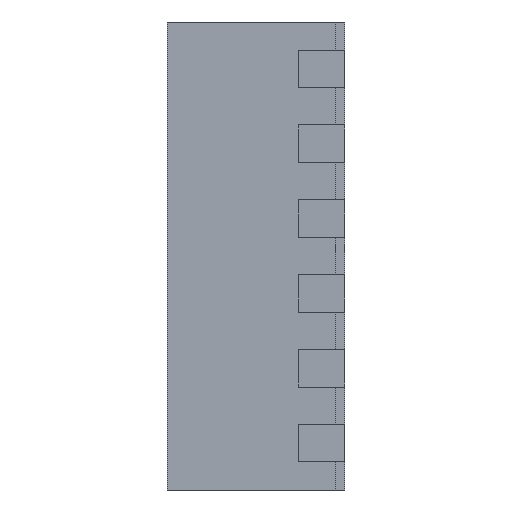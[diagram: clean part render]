
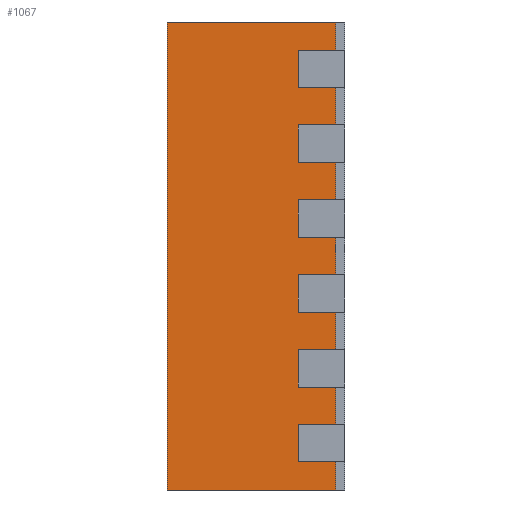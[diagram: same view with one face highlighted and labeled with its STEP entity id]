
A CAD part, left-side view. The second image highlights one B-rep face of the part: STEP entity #1067.
In plain terms, the highlighted planar face has unit normal (-1, 0, 0).
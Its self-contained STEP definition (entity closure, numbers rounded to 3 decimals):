
#29 = CARTESIAN_POINT ( 'NONE',  ( -2., 0.95, 1.25 ) ) ;
#107 = VERTEX_POINT ( 'NONE', #1100 ) ;
#119 = DIRECTION ( 'NONE',  ( -1., 0., 0. ) ) ;
#125 = LINE ( 'NONE', #1226, #238 ) ;
#143 = VERTEX_POINT ( 'NONE', #2365 ) ;
#155 = VECTOR ( 'NONE', #1840, 1000. ) ;
#238 = VECTOR ( 'NONE', #966, 1000. ) ;
#380 = VERTEX_POINT ( 'NONE', #943 ) ;
#418 = ORIENTED_EDGE ( 'NONE', *, *, #2087, .F. ) ;
#420 = VECTOR ( 'NONE', #901, 1000. ) ;
#453 = LINE ( 'NONE', #2025, #155 ) ;
#901 = DIRECTION ( 'NONE',  ( 0., 1., 0. ) ) ;
#943 = CARTESIAN_POINT ( 'NONE',  ( -2., 0.95, -1.25 ) ) ;
#966 = DIRECTION ( 'NONE',  ( 0., 0., -1. ) ) ;
#1067 = ADVANCED_FACE ( 'NONE', ( #2170 ), #2305, .T. ) ;
#1100 = CARTESIAN_POINT ( 'NONE',  ( -2., 0.05, 1.25 ) ) ;
#1108 = CARTESIAN_POINT ( 'NONE',  ( -2., 0.95, 1.25 ) ) ;
#1165 = VERTEX_POINT ( 'NONE', #1269 ) ;
#1226 = CARTESIAN_POINT ( 'NONE',  ( -2., 0.05, 0. ) ) ;
#1234 = DIRECTION ( 'NONE',  ( 0., -1., 0. ) ) ;
#1269 = CARTESIAN_POINT ( 'NONE',  ( -2., 0.05, -1.25 ) ) ;
#1274 = ORIENTED_EDGE ( 'NONE', *, *, #1838, .T. ) ;
#1467 = ORIENTED_EDGE ( 'NONE', *, *, #2386, .T. ) ;
#1485 = ORIENTED_EDGE ( 'NONE', *, *, #2425, .F. ) ;
#1838 = EDGE_CURVE ( 'NONE', #107, #143, #2225, .T. ) ;
#1840 = DIRECTION ( 'NONE',  ( 0., 1., 0. ) ) ;
#1933 = LINE ( 'NONE', #1108, #2764 ) ;
#1938 = AXIS2_PLACEMENT_3D ( 'NONE', #2763, #119, #1234 ) ;
#2017 = DIRECTION ( 'NONE',  ( 0., 0., -1. ) ) ;
#2025 = CARTESIAN_POINT ( 'NONE',  ( -2., 0.95, -1.25 ) ) ;
#2087 = EDGE_CURVE ( 'NONE', #107, #1165, #125, .T. ) ;
#2170 = FACE_OUTER_BOUND ( 'NONE', #2596, .T. ) ;
#2225 = LINE ( 'NONE', #29, #420 ) ;
#2305 = PLANE ( 'NONE',  #1938 ) ;
#2365 = CARTESIAN_POINT ( 'NONE',  ( -2., 0.95, 1.25 ) ) ;
#2386 = EDGE_CURVE ( 'NONE', #143, #380, #1933, .T. ) ;
#2425 = EDGE_CURVE ( 'NONE', #1165, #380, #453, .T. ) ;
#2596 = EDGE_LOOP ( 'NONE', ( #418, #1274, #1467, #1485 ) ) ;
#2763 = CARTESIAN_POINT ( 'NONE',  ( -2., 0.95, 1.25 ) ) ;
#2764 = VECTOR ( 'NONE', #2017, 1000. ) ;
